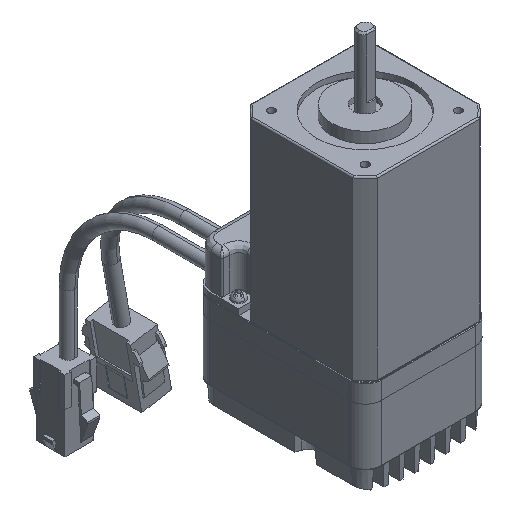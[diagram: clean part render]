
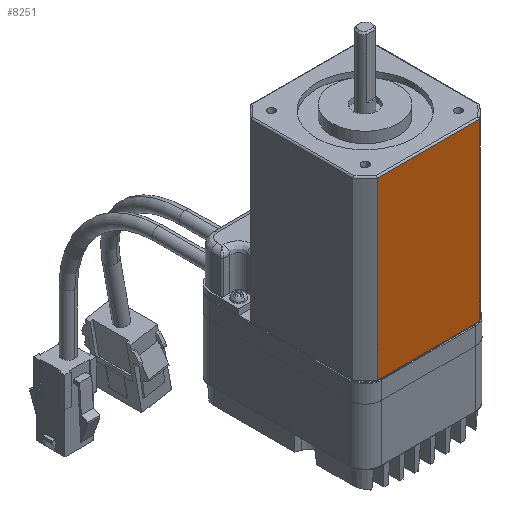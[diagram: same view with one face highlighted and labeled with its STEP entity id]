
A CAD part, isometric view. The second image highlights one B-rep face of the part: STEP entity #8251.
In plain terms, the highlighted planar face has unit normal (0, -1, 0).
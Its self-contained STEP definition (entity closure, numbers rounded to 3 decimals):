
#2726 = EDGE_LOOP ( 'NONE', ( #6470, #6471, #6472, #6473 ) ) ;
#4641 = VERTEX_POINT ( 'NONE', #27168 ) ;
#4647 = VERTEX_POINT ( 'NONE', #27175 ) ;
#4735 = VERTEX_POINT ( 'NONE', #27287 ) ;
#4741 = VERTEX_POINT ( 'NONE', #27294 ) ;
#4899 = EDGE_CURVE ( 'NONE', #4647, #4641, #10175, .T. ) ;
#4970 = EDGE_CURVE ( 'NONE', #4735, #4647, #10282, .T. ) ;
#4972 = EDGE_CURVE ( 'NONE', #4741, #4641, #10289, .T. ) ;
#4973 = EDGE_CURVE ( 'NONE', #4735, #4741, #10294, .T. ) ;
#6470 = ORIENTED_EDGE ( 'NONE', *, *, #4970, .T. ) ;
#6471 = ORIENTED_EDGE ( 'NONE', *, *, #4899, .T. ) ;
#6472 = ORIENTED_EDGE ( 'NONE', *, *, #4972, .F. ) ;
#6473 = ORIENTED_EDGE ( 'NONE', *, *, #4973, .F. ) ;
#8251 = ADVANCED_FACE ( 'NONE', ( #14804 ), #16525, .T. ) ;
#9069 = CARTESIAN_POINT ( 'NONE',  ( 16.971, -3.5, 35.5 ) ) ;
#9079 = DIRECTION ( 'NONE',  ( 0., 0., 1. ) ) ;
#9081 = DIRECTION ( 'NONE',  ( 0., 0., 1. ) ) ;
#9083 = CARTESIAN_POINT ( 'NONE',  ( -16.971, -3.5, 35.5 ) ) ;
#9087 = CARTESIAN_POINT ( 'NONE',  ( 0., -3.5, 6.5 ) ) ;
#9089 = DIRECTION ( 'NONE',  ( -1., 0., 0. ) ) ;
#10175 = LINE ( 'NONE', #28040, #10176 ) ;
#10176 = VECTOR ( 'NONE', #28042, 1000. ) ;
#10282 = LINE ( 'NONE', #9069, #10292 ) ;
#10289 = LINE ( 'NONE', #9083, #10295 ) ;
#10292 = VECTOR ( 'NONE', #9081, 1000. ) ;
#10294 = LINE ( 'NONE', #9087, #10297 ) ;
#10295 = VECTOR ( 'NONE', #9079, 1000. ) ;
#10297 = VECTOR ( 'NONE', #9089, 1000. ) ;
#11163 = AXIS2_PLACEMENT_3D ( 'NONE', #16513, #16528, #16530 ) ;
#14804 = FACE_OUTER_BOUND ( 'NONE', #2726, .T. ) ;
#16513 = CARTESIAN_POINT ( 'NONE',  ( -16.971, -3.5, 6. ) ) ;
#16525 = PLANE ( 'NONE',  #11163 ) ;
#16528 = DIRECTION ( 'NONE',  ( 0., -1., 0. ) ) ;
#16530 = DIRECTION ( 'NONE',  ( 1., 0., 0. ) ) ;
#27168 = CARTESIAN_POINT ( 'NONE',  ( -16.971, -3.5, 64.5 ) ) ;
#27175 = CARTESIAN_POINT ( 'NONE',  ( 16.971, -3.5, 64.5 ) ) ;
#27287 = CARTESIAN_POINT ( 'NONE',  ( 16.971, -3.5, 6.5 ) ) ;
#27294 = CARTESIAN_POINT ( 'NONE',  ( -16.971, -3.5, 6.5 ) ) ;
#28040 = CARTESIAN_POINT ( 'NONE',  ( 0., -3.5, 64.5 ) ) ;
#28042 = DIRECTION ( 'NONE',  ( -1., 0., 0. ) ) ;
